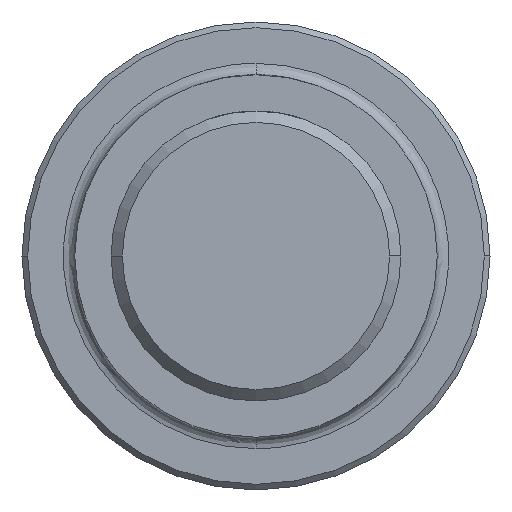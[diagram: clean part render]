
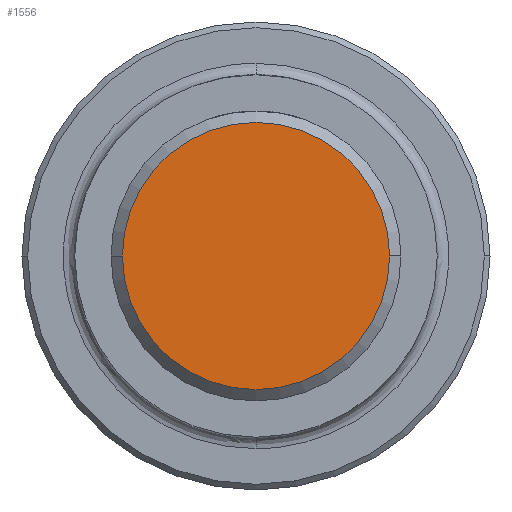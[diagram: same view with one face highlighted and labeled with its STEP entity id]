
A CAD part, left-side view. The second image highlights one B-rep face of the part: STEP entity #1556.
In plain terms, the highlighted planar face has unit normal (-1, 0, 0).
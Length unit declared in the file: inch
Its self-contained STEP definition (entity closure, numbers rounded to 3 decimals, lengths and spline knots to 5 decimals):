
#53 = DIRECTION ( 'NONE',  ( 1., 0., 0. ) ) ;
#291 = CARTESIAN_POINT ( 'NONE',  ( -2.1078, 0., 0. ) ) ;
#365 = CIRCLE ( 'NONE', #1730, 0.46063 ) ;
#413 = CIRCLE ( 'NONE', #1166, 0.46063 ) ;
#476 = FACE_OUTER_BOUND ( 'NONE', #1241, .T. ) ;
#632 = DIRECTION ( 'NONE',  ( 0., 0., 1. ) ) ;
#736 = DIRECTION ( 'NONE',  ( 0., 1., 0. ) ) ;
#967 = DIRECTION ( 'NONE',  ( -1., 0., 0. ) ) ;
#1046 = CARTESIAN_POINT ( 'NONE',  ( -2.1078, 0., 0. ) ) ;
#1105 = EDGE_CURVE ( 'NONE', #1548, #1210, #413, .T. ) ;
#1129 = ORIENTED_EDGE ( 'NONE', *, *, #1739, .F. ) ;
#1166 = AXIS2_PLACEMENT_3D ( 'NONE', #1756, #2068, #736 ) ;
#1208 = AXIS2_PLACEMENT_3D ( 'NONE', #291, #967, #632 ) ;
#1210 = VERTEX_POINT ( 'NONE', #1746 ) ;
#1241 = EDGE_LOOP ( 'NONE', ( #1129, #1789 ) ) ;
#1461 = PLANE ( 'NONE',  #1208 ) ;
#1548 = VERTEX_POINT ( 'NONE', #1627 ) ;
#1556 = ADVANCED_FACE ( 'NONE', ( #476 ), #1461, .T. ) ;
#1627 = CARTESIAN_POINT ( 'NONE',  ( -2.1078, -0.46063, 0. ) ) ;
#1730 = AXIS2_PLACEMENT_3D ( 'NONE', #1046, #53, #1859 ) ;
#1739 = EDGE_CURVE ( 'NONE', #1210, #1548, #365, .T. ) ;
#1746 = CARTESIAN_POINT ( 'NONE',  ( -2.1078, 0.46063, 0. ) ) ;
#1756 = CARTESIAN_POINT ( 'NONE',  ( -2.1078, 0., 0. ) ) ;
#1789 = ORIENTED_EDGE ( 'NONE', *, *, #1105, .F. ) ;
#1859 = DIRECTION ( 'NONE',  ( 0., 1., 0. ) ) ;
#2068 = DIRECTION ( 'NONE',  ( 1., 0., 0. ) ) ;
